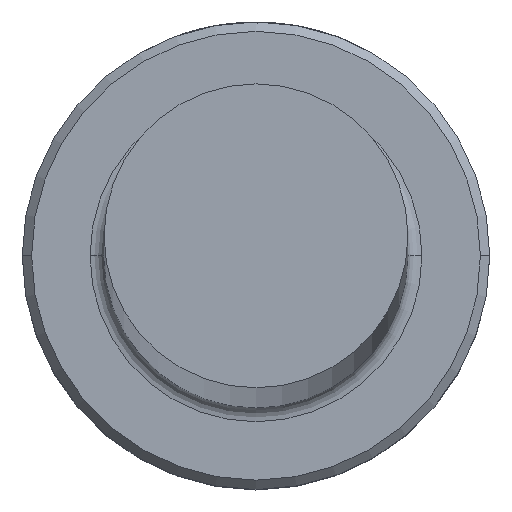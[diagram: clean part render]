
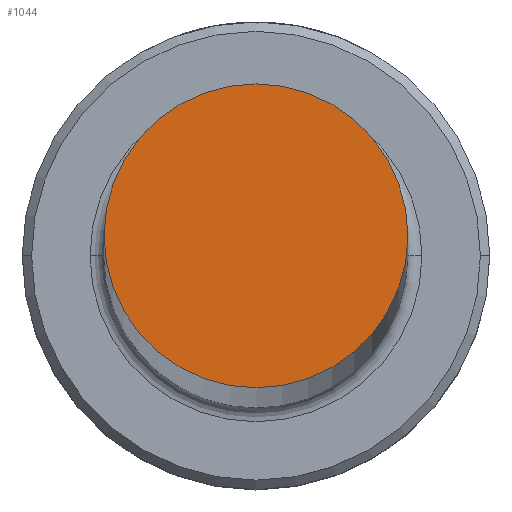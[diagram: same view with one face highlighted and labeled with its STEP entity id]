
A CAD part, top view. The second image highlights one B-rep face of the part: STEP entity #1044.
In plain terms, the highlighted planar face has unit normal (0, 0, 1).
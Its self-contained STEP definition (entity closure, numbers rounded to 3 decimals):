
#25 = DIRECTION ( 'NONE',  ( 1., 0., 0. ) ) ;
#275 = CIRCLE ( 'NONE', #714, 3.25 ) ;
#285 = CARTESIAN_POINT ( 'NONE',  ( 0., 0., 250. ) ) ;
#295 = CARTESIAN_POINT ( 'NONE',  ( 3.25, 0., 250. ) ) ;
#304 = CARTESIAN_POINT ( 'NONE',  ( -3.25, 0., 250. ) ) ;
#314 = PLANE ( 'NONE',  #1098 ) ;
#376 = DIRECTION ( 'NONE',  ( 1., 0., 0. ) ) ;
#387 = CARTESIAN_POINT ( 'NONE',  ( 0., 0., 250. ) ) ;
#407 = CARTESIAN_POINT ( 'NONE',  ( 0., 0., 250. ) ) ;
#431 = EDGE_CURVE ( 'NONE', #963, #994, #275, .T. ) ;
#447 = ORIENTED_EDGE ( 'NONE', *, *, #783, .T. ) ;
#448 = ORIENTED_EDGE ( 'NONE', *, *, #431, .T. ) ;
#473 = DIRECTION ( 'NONE',  ( 1., 0., 0. ) ) ;
#589 = DIRECTION ( 'NONE',  ( 0., 0., 1. ) ) ;
#714 = AXIS2_PLACEMENT_3D ( 'NONE', #387, #990, #473 ) ;
#727 = CIRCLE ( 'NONE', #877, 3.25 ) ;
#783 = EDGE_CURVE ( 'NONE', #994, #963, #727, .T. ) ;
#877 = AXIS2_PLACEMENT_3D ( 'NONE', #285, #896, #376 ) ;
#896 = DIRECTION ( 'NONE',  ( 0., 0., 1. ) ) ;
#963 = VERTEX_POINT ( 'NONE', #295 ) ;
#990 = DIRECTION ( 'NONE',  ( 0., 0., 1. ) ) ;
#994 = VERTEX_POINT ( 'NONE', #304 ) ;
#1044 = ADVANCED_FACE ( 'NONE', ( #1149 ), #314, .T. ) ;
#1098 = AXIS2_PLACEMENT_3D ( 'NONE', #407, #589, #25 ) ;
#1100 = EDGE_LOOP ( 'NONE', ( #447, #448 ) ) ;
#1149 = FACE_OUTER_BOUND ( 'NONE', #1100, .T. ) ;
